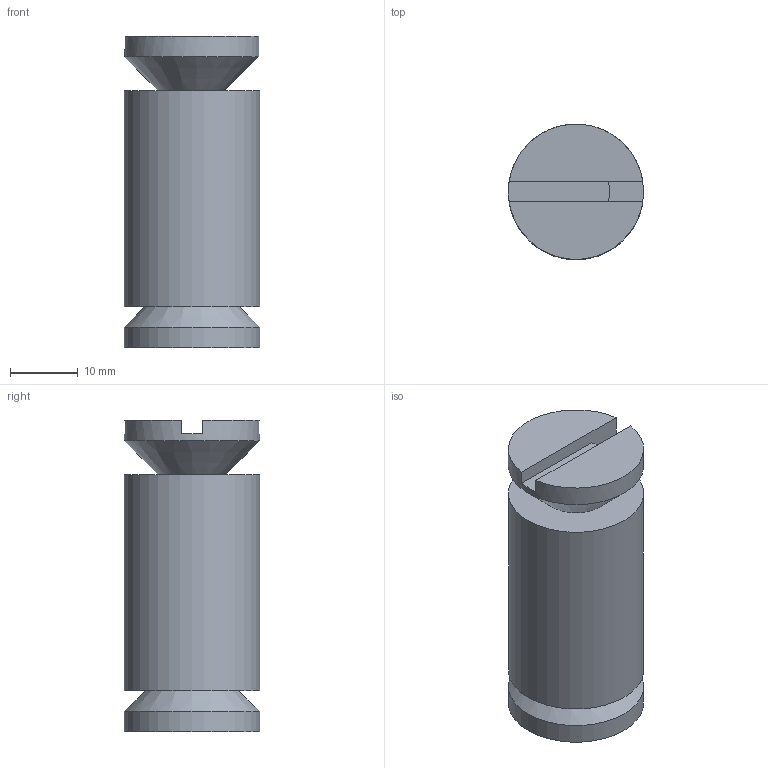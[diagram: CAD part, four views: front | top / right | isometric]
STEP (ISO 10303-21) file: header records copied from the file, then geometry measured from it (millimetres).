
FILE_DESCRIPTION(/* description */ (''),/* implementation_level */ '2;1');
FILE_NAME(/* name */ 'Tubo de estanho v1.step',/* time_stamp */ '2024-10-22T14:45:18-03:00',/* author */ (''),/* organization */ (''),/* preprocessor_version */ 'ST-DEVELOPER v20',/* originating_system */ 'Autodesk Translation Framework v13.20.0.188',/* authorisation */ '');
FILE_SCHEMA (('AUTOMOTIVE_DESIGN { 1 0 10303 214 3 1 1 }'));
Length unit declared in the file: millimetre
Products named in the file (1): Tubo de estanho
Bounding box: 20 x 20 x 46 mm (x, y, z)
Volume: 15939.5 mm3; surface area: 5527.5 mm2
Topology: 2 solids, 2 shells, 16 faces, 34 edges, 22 vertices
Faces by surface type: plane 9, cylinder 5, cone 2
Full cylindrical faces by diameter (mm): 10 x1, 20 x2
Entity records: 477 total; most frequent: DIRECTION 80, CARTESIAN_POINT 77, ORIENTED_EDGE 68, EDGE_CURVE 34, AXIS2_PLACEMENT_3D 31, VERTEX_POINT 22, EDGE_LOOP 18, LINE 18
